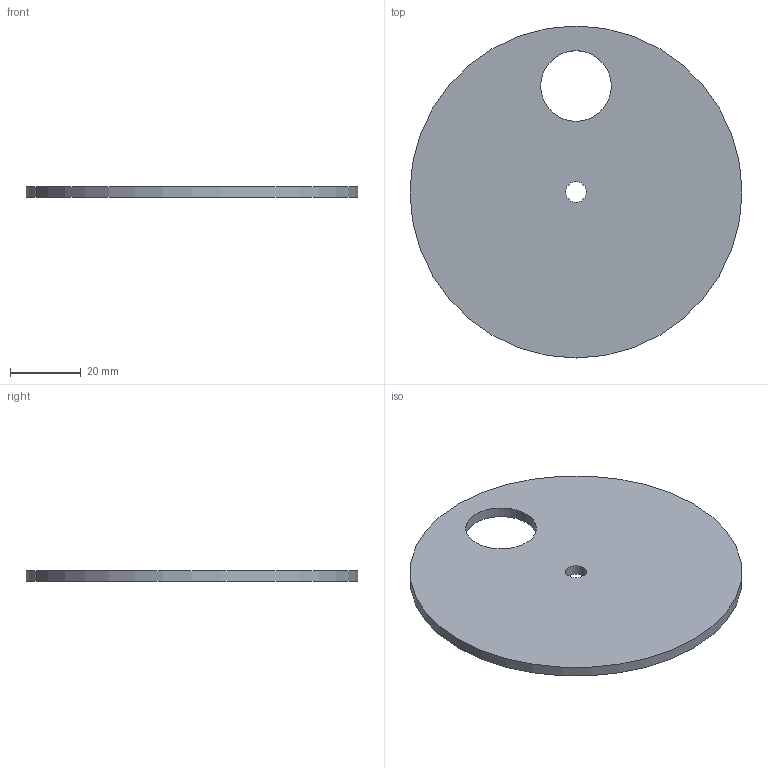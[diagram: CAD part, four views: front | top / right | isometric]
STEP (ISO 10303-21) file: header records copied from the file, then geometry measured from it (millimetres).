
FILE_DESCRIPTION((''),'2;1');
FILE_NAME('Large Endcap Disk 25090213.stp','2013-11-13T21:56:26',(''),(''),'Autodesk Inventor 2013','Autodesk Inventor 2013','');
FILE_SCHEMA(('AUTOMOTIVE_DESIGN { 1 0 10303 214 1 1 1 1 }'));
Length unit declared in the file: millimetre
Products named in the file (1): Large Endcap Disk 25090213
Bounding box: 94 x 94 x 3 mm (x, y, z)
Volume: 19794.8 mm3; surface area: 14326.6 mm2
Topology: 1 solids, 1 shells, 5 faces, 9 edges, 6 vertices
Faces by surface type: cylinder 3, plane 2
Full cylindrical faces by diameter (mm): 5.9 x1, 20 x1, 94 x1
Entity records: 148 total; most frequent: DIRECTION 24, CARTESIAN_POINT 18, AXIS2_PLACEMENT_3D 12, ORIENTED_EDGE 12, EDGE_LOOP 12, FACE_BOUND 7, VERTEX_POINT 6, CIRCLE 6
